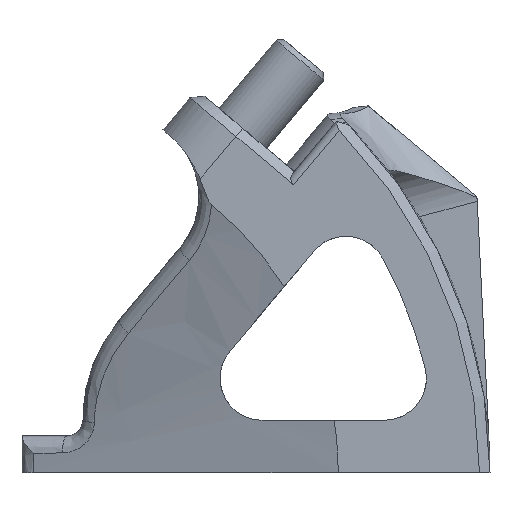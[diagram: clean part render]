
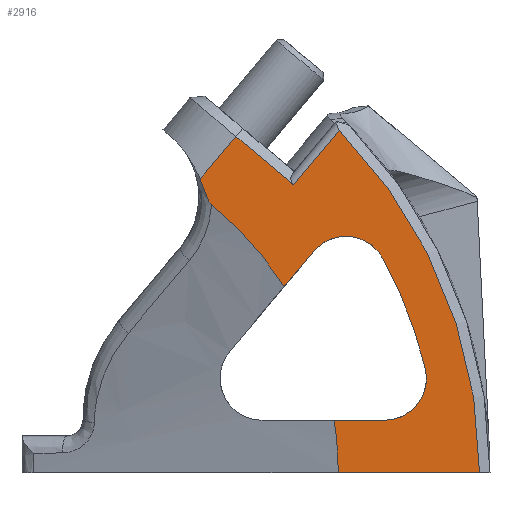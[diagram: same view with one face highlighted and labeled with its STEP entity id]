
A CAD part, left-side view. The second image highlights one B-rep face of the part: STEP entity #2916.
In plain terms, the highlighted planar face has unit normal (-1, 0, 0).
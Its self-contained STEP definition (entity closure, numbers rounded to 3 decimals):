
#10 = CARTESIAN_POINT ( 'NONE',  ( 0., 33.987, 72.885 ) ) ;
#21 = CARTESIAN_POINT ( 'NONE',  ( 0., 28.956, 0. ) ) ;
#174 = VERTEX_POINT ( 'NONE', #6801 ) ;
#188 = VERTEX_POINT ( 'NONE', #2032 ) ;
#245 = EDGE_CURVE ( 'NONE', #6249, #4855, #6731, .T. ) ;
#268 = CARTESIAN_POINT ( 'NONE',  ( 0., 60.645, 10. ) ) ;
#406 = LINE ( 'NONE', #268, #7040 ) ;
#477 = CARTESIAN_POINT ( 'NONE',  ( 0., 27.489, 45.068 ) ) ;
#492 = AXIS2_PLACEMENT_3D ( 'NONE', #1506, #3656, #6457 ) ;
#513 = ORIENTED_EDGE ( 'NONE', *, *, #7184, .T. ) ;
#575 = VERTEX_POINT ( 'NONE', #6472 ) ;
#611 = VERTEX_POINT ( 'NONE', #1824 ) ;
#647 = ORIENTED_EDGE ( 'NONE', *, *, #1033, .F. ) ;
#655 = CARTESIAN_POINT ( 'NONE',  ( 0., 12.35, 19.867 ) ) ;
#669 = CIRCLE ( 'NONE', #6567, 66.189 ) ;
#674 = CARTESIAN_POINT ( 'NONE',  ( 0., 53.416, 51.45 ) ) ;
#701 = DIRECTION ( 'NONE',  ( 1., 0., 0. ) ) ;
#746 = CARTESIAN_POINT ( 'NONE',  ( 0., 53.106, 51.124 ) ) ;
#767 = CIRCLE ( 'NONE', #4905, 8. ) ;
#897 = ORIENTED_EDGE ( 'NONE', *, *, #2779, .T. ) ;
#1033 = EDGE_CURVE ( 'NONE', #3955, #575, #3953, .T. ) ;
#1037 = CARTESIAN_POINT ( 'NONE',  ( 0., 55.297, 55.996 ) ) ;
#1190 = CARTESIAN_POINT ( 'NONE',  ( 0., 53.757, 52.028 ) ) ;
#1217 = CARTESIAN_POINT ( 'NONE',  ( 0., 53.603, 58.015 ) ) ;
#1230 = CARTESIAN_POINT ( 'NONE',  ( 0., 54.203, 53.056 ) ) ;
#1399 = CARTESIAN_POINT ( 'NONE',  ( 0., 27.489, 37.068 ) ) ;
#1506 = CARTESIAN_POINT ( 'NONE',  ( 0., 27.489, 37.068 ) ) ;
#1528 = EDGE_LOOP ( 'NONE', ( #4297, #6192, #7089, #647, #3451, #5398, #5882, #6637, #4488, #513, #7049, #6154, #1770, #897 ) ) ;
#1534 = DIRECTION ( 'NONE',  ( 0., 0., -1. ) ) ;
#1645 = CARTESIAN_POINT ( 'NONE',  ( 0., 29.715, 10. ) ) ;
#1714 = VERTEX_POINT ( 'NONE', #655 ) ;
#1738 = CIRCLE ( 'NONE', #4699, 66.189 ) ;
#1770 = ORIENTED_EDGE ( 'NONE', *, *, #3368, .T. ) ;
#1793 = DIRECTION ( 'NONE',  ( 0., 0., -1. ) ) ;
#1797 = CARTESIAN_POINT ( 'NONE',  ( 0., 54.042, 52.636 ) ) ;
#1824 = CARTESIAN_POINT ( 'NONE',  ( 0., 39.267, 35.478 ) ) ;
#1856 = DIRECTION ( 'NONE',  ( 0., 0., -1. ) ) ;
#1940 = CARTESIAN_POINT ( 'NONE',  ( 0., 54.516, 53.896 ) ) ;
#2032 = CARTESIAN_POINT ( 'NONE',  ( 0., 28.734, 65.311 ) ) ;
#2082 = CIRCLE ( 'NONE', #4320, 93.144 ) ;
#2306 = CARTESIAN_POINT ( 'NONE',  ( 0., 53.106, 51.124 ) ) ;
#2368 = CARTESIAN_POINT ( 'NONE',  ( 0., 20.473, 40.912 ) ) ;
#2374 = VECTOR ( 'NONE', #4830, 1000. ) ;
#2632 = VERTEX_POINT ( 'NONE', #4059 ) ;
#2679 = LINE ( 'NONE', #6704, #6626 ) ;
#2714 = DIRECTION ( 'NONE',  ( 0., 0., -1. ) ) ;
#2779 = EDGE_CURVE ( 'NONE', #3698, #7297, #4349, .T. ) ;
#2787 = EDGE_CURVE ( 'NONE', #4855, #5045, #4743, .T. ) ;
#2829 = PLANE ( 'NONE',  #2979 ) ;
#2855 = DIRECTION ( 'NONE',  ( 0., 0., -1. ) ) ;
#2881 = EDGE_CURVE ( 'NONE', #174, #2886, #2679, .T. ) ;
#2886 = VERTEX_POINT ( 'NONE', #1645 ) ;
#2916 = ADVANCED_FACE ( 'NONE', ( #3898 ), #2829, .F. ) ;
#2920 = DIRECTION ( 'NONE',  ( 0., -0.643, 0.766 ) ) ;
#2979 = AXIS2_PLACEMENT_3D ( 'NONE', #10, #3971, #2714 ) ;
#3165 = DIRECTION ( 'NONE',  ( 1., 0., 0. ) ) ;
#3189 = AXIS2_PLACEMENT_3D ( 'NONE', #6139, #5032, #2855 ) ;
#3358 = EDGE_CURVE ( 'NONE', #4758, #611, #669, .T. ) ;
#3368 = EDGE_CURVE ( 'NONE', #2886, #3698, #1738, .T. ) ;
#3451 = ORIENTED_EDGE ( 'NONE', *, *, #5767, .T. ) ;
#3454 = CARTESIAN_POINT ( 'NONE',  ( 0., 95.144, 0. ) ) ;
#3526 = VECTOR ( 'NONE', #6181, 1000. ) ;
#3656 = DIRECTION ( 'NONE',  ( 1., 0., 0. ) ) ;
#3698 = VERTEX_POINT ( 'NONE', #21 ) ;
#3771 = CARTESIAN_POINT ( 'NONE',  ( 0., 95.144, 0. ) ) ;
#3804 = DIRECTION ( 'NONE',  ( -1., 0., 0. ) ) ;
#3853 = CARTESIAN_POINT ( 'NONE',  ( 0., 2., 0. ) ) ;
#3897 = CARTESIAN_POINT ( 'NONE',  ( 0., 37.459, 54.912 ) ) ;
#3898 = FACE_OUTER_BOUND ( 'NONE', #1528, .T. ) ;
#3928 = LINE ( 'NONE', #4518, #3526 ) ;
#3953 = LINE ( 'NONE', #1217, #6985 ) ;
#3955 = VERTEX_POINT ( 'NONE', #4313 ) ;
#3971 = DIRECTION ( 'NONE',  ( 1., 0., 0. ) ) ;
#4059 = CARTESIAN_POINT ( 'NONE',  ( 0., 37.459, 54.912 ) ) ;
#4297 = ORIENTED_EDGE ( 'NONE', *, *, #6400, .T. ) ;
#4313 = CARTESIAN_POINT ( 'NONE',  ( 0., 55.297, 55.996 ) ) ;
#4320 = AXIS2_PLACEMENT_3D ( 'NONE', #3771, #3804, #6569 ) ;
#4349 = LINE ( 'NONE', #5946, #2374 ) ;
#4419 = DIRECTION ( 'NONE',  ( 0., 1., 0. ) ) ;
#4488 = ORIENTED_EDGE ( 'NONE', *, *, #2787, .T. ) ;
#4518 = CARTESIAN_POINT ( 'NONE',  ( 0., 48.461, 64.143 ) ) ;
#4531 = EDGE_CURVE ( 'NONE', #2632, #575, #3928, .T. ) ;
#4699 = AXIS2_PLACEMENT_3D ( 'NONE', #3454, #6809, #1793 ) ;
#4743 = CIRCLE ( 'NONE', #492, 8. ) ;
#4758 = VERTEX_POINT ( 'NONE', #2306 ) ;
#4776 = DIRECTION ( 'NONE',  ( 0., -0.643, 0.766 ) ) ;
#4830 = DIRECTION ( 'NONE',  ( 0., -1., 0. ) ) ;
#4838 = CIRCLE ( 'NONE', #3189, 85.144 ) ;
#4855 = VERTEX_POINT ( 'NONE', #477 ) ;
#4893 = B_SPLINE_CURVE_WITH_KNOTS ( 'NONE', 3,
 ( #1037, #5749, #6850, #5819, #1940, #1230, #1797, #1190, #6364, #674, #6961, #746 ),
 .UNSPECIFIED., .F., .F.,
 ( 4, 2, 2, 2, 2, 4 ),
 ( 0., 0.001, 0.003, 0.004, 0.005, 0.005 ),
 .UNSPECIFIED. ) ;
#4905 = AXIS2_PLACEMENT_3D ( 'NONE', #5971, #3165, #1534 ) ;
#5032 = DIRECTION ( 'NONE',  ( 1., 0., 0. ) ) ;
#5045 = VERTEX_POINT ( 'NONE', #2368 ) ;
#5153 = LINE ( 'NONE', #3897, #5740 ) ;
#5218 = DIRECTION ( 'NONE',  ( 0., 0., -1. ) ) ;
#5398 = ORIENTED_EDGE ( 'NONE', *, *, #3358, .T. ) ;
#5635 = EDGE_CURVE ( 'NONE', #1714, #174, #767, .T. ) ;
#5665 = CARTESIAN_POINT ( 'NONE',  ( 0., 95.144, 0. ) ) ;
#5740 = VECTOR ( 'NONE', #6223, 1000. ) ;
#5749 = CARTESIAN_POINT ( 'NONE',  ( 0., 55.132, 55.579 ) ) ;
#5767 = EDGE_CURVE ( 'NONE', #3955, #4758, #4893, .T. ) ;
#5819 = CARTESIAN_POINT ( 'NONE',  ( 0., 54.666, 54.318 ) ) ;
#5882 = ORIENTED_EDGE ( 'NONE', *, *, #5991, .T. ) ;
#5946 = CARTESIAN_POINT ( 'NONE',  ( 0., 0., 0. ) ) ;
#5971 = CARTESIAN_POINT ( 'NONE',  ( 0., 20.129, 18. ) ) ;
#5991 = EDGE_CURVE ( 'NONE', #611, #6249, #406, .T. ) ;
#6139 = CARTESIAN_POINT ( 'NONE',  ( 0., 95.144, 0. ) ) ;
#6154 = ORIENTED_EDGE ( 'NONE', *, *, #2881, .T. ) ;
#6166 = CARTESIAN_POINT ( 'NONE',  ( 0., 33.618, 42.21 ) ) ;
#6181 = DIRECTION ( 'NONE',  ( 0., 0.766, 0.643 ) ) ;
#6192 = ORIENTED_EDGE ( 'NONE', *, *, #6613, .T. ) ;
#6223 = DIRECTION ( 'NONE',  ( 0., 0.643, -0.766 ) ) ;
#6249 = VERTEX_POINT ( 'NONE', #6166 ) ;
#6327 = DIRECTION ( 'NONE',  ( 1., 0., 0. ) ) ;
#6364 = CARTESIAN_POINT ( 'NONE',  ( 0., 53.655, 51.83 ) ) ;
#6400 = EDGE_CURVE ( 'NONE', #7297, #188, #2082, .T. ) ;
#6457 = DIRECTION ( 'NONE',  ( 0., 0., -1. ) ) ;
#6472 = CARTESIAN_POINT ( 'NONE',  ( 0., 48.461, 64.143 ) ) ;
#6500 = AXIS2_PLACEMENT_3D ( 'NONE', #1399, #701, #1856 ) ;
#6567 = AXIS2_PLACEMENT_3D ( 'NONE', #5665, #6327, #5218 ) ;
#6569 = DIRECTION ( 'NONE',  ( 0., 0., -1. ) ) ;
#6613 = EDGE_CURVE ( 'NONE', #188, #2632, #5153, .T. ) ;
#6626 = VECTOR ( 'NONE', #4419, 1000. ) ;
#6637 = ORIENTED_EDGE ( 'NONE', *, *, #245, .T. ) ;
#6704 = CARTESIAN_POINT ( 'NONE',  ( 0., 10.589, 10. ) ) ;
#6731 = CIRCLE ( 'NONE', #6500, 8. ) ;
#6801 = CARTESIAN_POINT ( 'NONE',  ( 0., 20.129, 10. ) ) ;
#6809 = DIRECTION ( 'NONE',  ( 1., 0., 0. ) ) ;
#6850 = CARTESIAN_POINT ( 'NONE',  ( 0., 54.975, 55.16 ) ) ;
#6961 = CARTESIAN_POINT ( 'NONE',  ( 0., 53.281, 51.268 ) ) ;
#6985 = VECTOR ( 'NONE', #2920, 1000. ) ;
#7040 = VECTOR ( 'NONE', #4776, 1000. ) ;
#7049 = ORIENTED_EDGE ( 'NONE', *, *, #5635, .T. ) ;
#7089 = ORIENTED_EDGE ( 'NONE', *, *, #4531, .T. ) ;
#7184 = EDGE_CURVE ( 'NONE', #5045, #1714, #4838, .T. ) ;
#7297 = VERTEX_POINT ( 'NONE', #3853 ) ;
